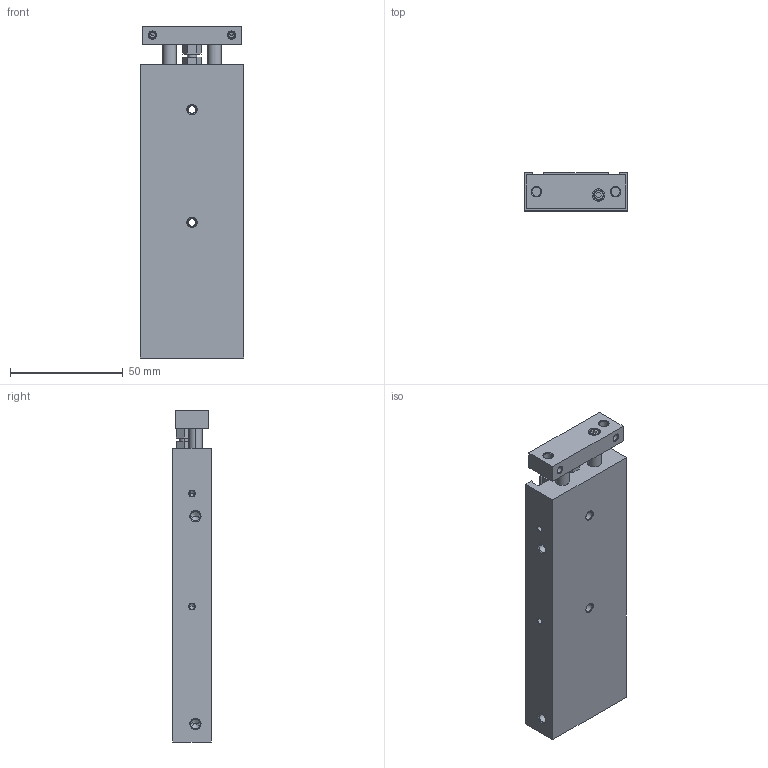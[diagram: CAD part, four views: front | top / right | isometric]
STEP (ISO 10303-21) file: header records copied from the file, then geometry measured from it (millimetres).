
FILE_DESCRIPTION (( 'STEP AP214' ), '1' );
FILE_NAME ('CXSM10-75.step.step', '2022-12-02T16:27:37', ( '' ), ( '' ), 'SwSTEP 2.0', 'SolidWorks 2022', '' );
FILE_SCHEMA (( 'AUTOMOTIVE_DESIGN' ));
Length unit declared in the file: millimetre
Products named in the file (3): CXSM10-75.step_cyl_cxs_10-75; CXSM10-75.step_pr_cxs_10-75; CXSM10-75.step
Assembly tree (2 placements, depth 2):
  CXSM10-75.step
    CXSM10-75.step_cyl_cxs_10-75
    CXSM10-75.step_pr_cxs_10-75
Bounding box: 46 x 17 x 147 mm (x, y, z)
Volume: 95489.8 mm3; surface area: 32635.6 mm2
Topology: 2 solids, 2 shells, 214 faces, 492 edges, 294 vertices
Faces by surface type: cylinder 76, plane 76, cone 62
Entity records: 6159 total; most frequent: DIRECTION 1092, CARTESIAN_POINT 981, ORIENTED_EDGE 936, EDGE_CURVE 468, AXIS2_PLACEMENT_3D 405, VERTEX_POINT 294, LINE 282, VECTOR 282
